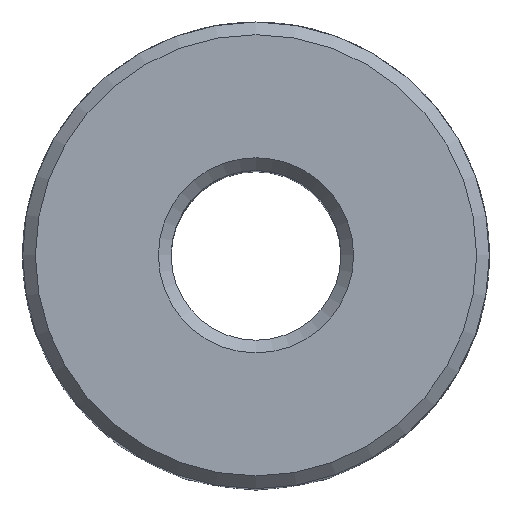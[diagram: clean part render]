
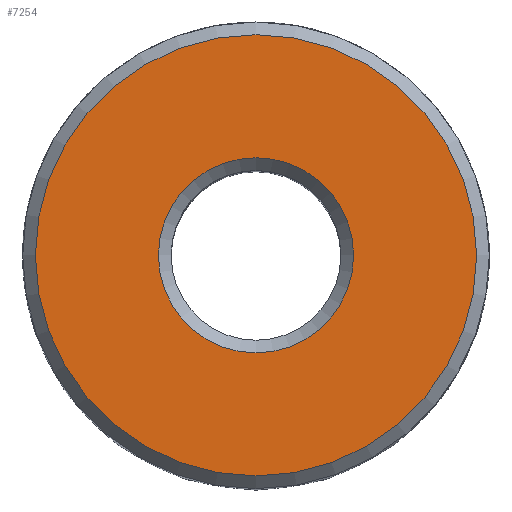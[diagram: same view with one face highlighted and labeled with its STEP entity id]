
A CAD part, top view. The second image highlights one B-rep face of the part: STEP entity #7254.
In plain terms, the highlighted planar face has unit normal (0, 0, 1).
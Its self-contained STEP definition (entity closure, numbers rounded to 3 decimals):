
#252=PLANE('',#7951);
#1690=ORIENTED_EDGE('',*,*,#4016,.F.);
#1691=ORIENTED_EDGE('',*,*,#4017,.T.);
#4016=EDGE_CURVE('',#5159,#5159,#5569,.T.);
#4017=EDGE_CURVE('',#5160,#5160,#5570,.T.);
#5159=VERTEX_POINT('',#13326);
#5160=VERTEX_POINT('',#13328);
#5569=CIRCLE('',#7952,5.2);
#5570=CIRCLE('',#7953,2.3);
#6030=EDGE_LOOP('',(#1690));
#6031=EDGE_LOOP('',(#1691));
#6532=FACE_BOUND('',#6030,.T.);
#6533=FACE_BOUND('',#6031,.T.);
#7254=ADVANCED_FACE('',(#6532,#6533),#252,.F.);
#7951=AXIS2_PLACEMENT_3D('',#13324,#9306,#9307);
#7952=AXIS2_PLACEMENT_3D('',#13325,#9308,#9309);
#7953=AXIS2_PLACEMENT_3D('',#13327,#9310,#9311);
#9306=DIRECTION('',(0.,0.,-1.));
#9307=DIRECTION('',(-1.,0.,0.));
#9308=DIRECTION('',(0.,0.,-1.));
#9309=DIRECTION('',(-1.,0.,0.));
#9310=DIRECTION('',(0.,0.,-1.));
#9311=DIRECTION('',(-1.,0.,0.));
#13324=CARTESIAN_POINT('',(0.,0.,18.));
#13325=CARTESIAN_POINT('',(0.,0.,18.));
#13326=CARTESIAN_POINT('',(-5.2,0.,18.));
#13327=CARTESIAN_POINT('',(0.,0.,18.));
#13328=CARTESIAN_POINT('',(-2.3,0.,18.));
